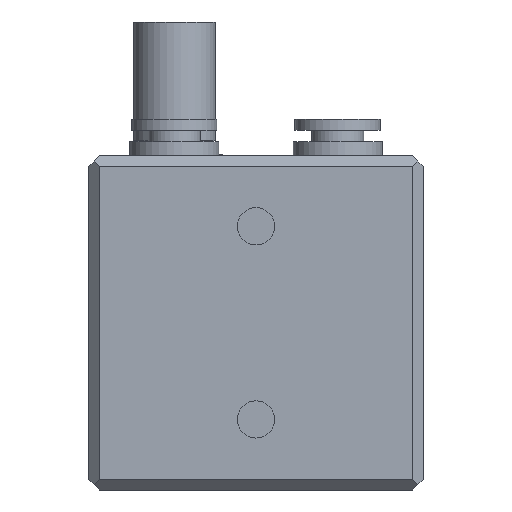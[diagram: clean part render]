
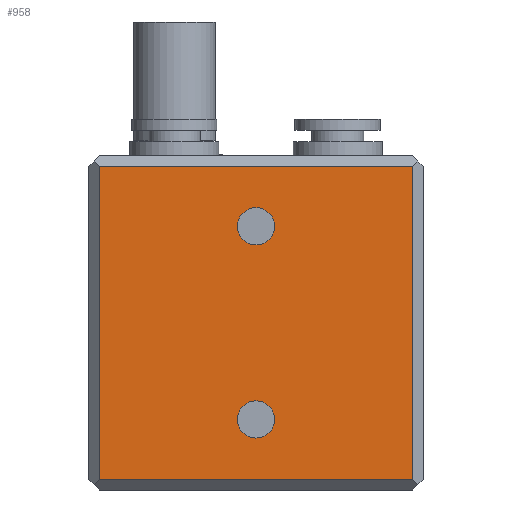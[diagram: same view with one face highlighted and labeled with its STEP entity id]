
A CAD part, front view. The second image highlights one B-rep face of the part: STEP entity #958.
In plain terms, the highlighted planar face has unit normal (0, -1, 0).
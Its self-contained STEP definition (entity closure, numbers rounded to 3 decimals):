
#678 = VERTEX_POINT ( 'NONE', #4427 ) ;
#749 = VERTEX_POINT ( 'NONE', #3331 ) ;
#750 = EDGE_CURVE ( 'NONE', #678, #749, #3328, .T. ) ;
#839 = VERTEX_POINT ( 'NONE', #3547 ) ;
#848 = VERTEX_POINT ( 'NONE', #3652 ) ;
#888 = EDGE_CURVE ( 'NONE', #848, #839, #3706, .T. ) ;
#947 = EDGE_LOOP ( 'NONE', ( #950, #979, #1013, #1024 ) ) ;
#949 = EDGE_CURVE ( 'NONE', #749, #678, #3820, .T. ) ;
#950 = ORIENTED_EDGE ( 'NONE', *, *, #1015, .T. ) ;
#951 = EDGE_CURVE ( 'NONE', #839, #848, #3813, .T. ) ;
#954 = VERTEX_POINT ( 'NONE', #3825 ) ;
#957 = EDGE_LOOP ( 'NONE', ( #959, #1014 ) ) ;
#958 = ADVANCED_FACE ( 'NONE', ( #3858, #3827, #3780 ), #3828, .T. ) ;
#959 = ORIENTED_EDGE ( 'NONE', *, *, #951, .F. ) ;
#960 = ORIENTED_EDGE ( 'NONE', *, *, #750, .F. ) ;
#966 = ORIENTED_EDGE ( 'NONE', *, *, #949, .F. ) ;
#979 = ORIENTED_EDGE ( 'NONE', *, *, #1016, .T. ) ;
#980 = EDGE_CURVE ( 'NONE', #1011, #1012, #3787, .T. ) ;
#982 = EDGE_CURVE ( 'NONE', #1012, #1010, #3797, .T. ) ;
#1010 = VERTEX_POINT ( 'NONE', #3949 ) ;
#1011 = VERTEX_POINT ( 'NONE', #4015 ) ;
#1012 = VERTEX_POINT ( 'NONE', #3939 ) ;
#1013 = ORIENTED_EDGE ( 'NONE', *, *, #980, .T. ) ;
#1014 = ORIENTED_EDGE ( 'NONE', *, *, #888, .F. ) ;
#1015 = EDGE_CURVE ( 'NONE', #1010, #954, #4012, .T. ) ;
#1016 = EDGE_CURVE ( 'NONE', #954, #1011, #4007, .T. ) ;
#1024 = ORIENTED_EDGE ( 'NONE', *, *, #982, .T. ) ;
#1036 = EDGE_LOOP ( 'NONE', ( #966, #960 ) ) ;
#3328 = CIRCLE ( 'NONE', #3332, 2.5 ) ;
#3331 = CARTESIAN_POINT ( 'NONE',  ( 0., -22., -15.5 ) ) ;
#3332 = AXIS2_PLACEMENT_3D ( 'NONE', #3491, #3490, #3489 ) ;
#3489 = DIRECTION ( 'NONE',  ( 0., 0., -1. ) ) ;
#3490 = DIRECTION ( 'NONE',  ( 0., -1., 0. ) ) ;
#3491 = CARTESIAN_POINT ( 'NONE',  ( 0., -22., -13. ) ) ;
#3547 = CARTESIAN_POINT ( 'NONE',  ( 0., -22., 10.5 ) ) ;
#3652 = CARTESIAN_POINT ( 'NONE',  ( 0., -22., 15.5 ) ) ;
#3697 = DIRECTION ( 'NONE',  ( 0., 0., -1. ) ) ;
#3698 = DIRECTION ( 'NONE',  ( 0., -1., 0. ) ) ;
#3703 = AXIS2_PLACEMENT_3D ( 'NONE', #3704, #3698, #3697 ) ;
#3704 = CARTESIAN_POINT ( 'NONE',  ( 0., -22., 13. ) ) ;
#3706 = CIRCLE ( 'NONE', #3703, 2.5 ) ;
#3766 = AXIS2_PLACEMENT_3D ( 'NONE', #3773, #3826, #3811 ) ;
#3773 = CARTESIAN_POINT ( 'NONE',  ( -22.5, -22., -22.5 ) ) ;
#3780 = FACE_OUTER_BOUND ( 'NONE', #947, .T. ) ;
#3786 = CARTESIAN_POINT ( 'NONE',  ( 21.086, -22., -22.5 ) ) ;
#3787 = LINE ( 'NONE', #3786, #3802 ) ;
#3791 = DIRECTION ( 'NONE',  ( 0., -1., 0. ) ) ;
#3794 = DIRECTION ( 'NONE',  ( -1., 0., 0. ) ) ;
#3795 = VECTOR ( 'NONE', #3794, 1000. ) ;
#3796 = CARTESIAN_POINT ( 'NONE',  ( -22.5, -22., 21.086 ) ) ;
#3797 = LINE ( 'NONE', #3796, #3795 ) ;
#3801 = DIRECTION ( 'NONE',  ( 0., 0., 1. ) ) ;
#3802 = VECTOR ( 'NONE', #3801, 1000. ) ;
#3803 = CARTESIAN_POINT ( 'NONE',  ( 0., -22., -13. ) ) ;
#3805 = DIRECTION ( 'NONE',  ( 0., 0., -1. ) ) ;
#3811 = DIRECTION ( 'NONE',  ( 0., 0., -1. ) ) ;
#3812 = AXIS2_PLACEMENT_3D ( 'NONE', #3857, #3791, #3805 ) ;
#3813 = CIRCLE ( 'NONE', #3812, 2.5 ) ;
#3820 = CIRCLE ( 'NONE', #3847, 2.5 ) ;
#3825 = CARTESIAN_POINT ( 'NONE',  ( -21.086, -22., -21.086 ) ) ;
#3826 = DIRECTION ( 'NONE',  ( 0., -1., 0. ) ) ;
#3827 = FACE_BOUND ( 'NONE', #957, .T. ) ;
#3828 = PLANE ( 'NONE',  #3766 ) ;
#3845 = DIRECTION ( 'NONE',  ( 0., 0., -1. ) ) ;
#3846 = DIRECTION ( 'NONE',  ( 0., -1., 0. ) ) ;
#3847 = AXIS2_PLACEMENT_3D ( 'NONE', #3803, #3846, #3845 ) ;
#3857 = CARTESIAN_POINT ( 'NONE',  ( 0., -22., 13. ) ) ;
#3858 = FACE_BOUND ( 'NONE', #1036, .T. ) ;
#3939 = CARTESIAN_POINT ( 'NONE',  ( 21.086, -22., 21.086 ) ) ;
#3949 = CARTESIAN_POINT ( 'NONE',  ( -21.086, -22., 21.086 ) ) ;
#4001 = DIRECTION ( 'NONE',  ( 1., 0., 0. ) ) ;
#4002 = VECTOR ( 'NONE', #4001, 1000. ) ;
#4003 = CARTESIAN_POINT ( 'NONE',  ( 22.5, -22., -21.086 ) ) ;
#4007 = LINE ( 'NONE', #4003, #4002 ) ;
#4009 = DIRECTION ( 'NONE',  ( 0., 0., -1. ) ) ;
#4010 = VECTOR ( 'NONE', #4009, 1000. ) ;
#4011 = CARTESIAN_POINT ( 'NONE',  ( -21.086, -22., -22.5 ) ) ;
#4012 = LINE ( 'NONE', #4011, #4010 ) ;
#4015 = CARTESIAN_POINT ( 'NONE',  ( 21.086, -22., -21.086 ) ) ;
#4427 = CARTESIAN_POINT ( 'NONE',  ( 0., -22., -10.5 ) ) ;
